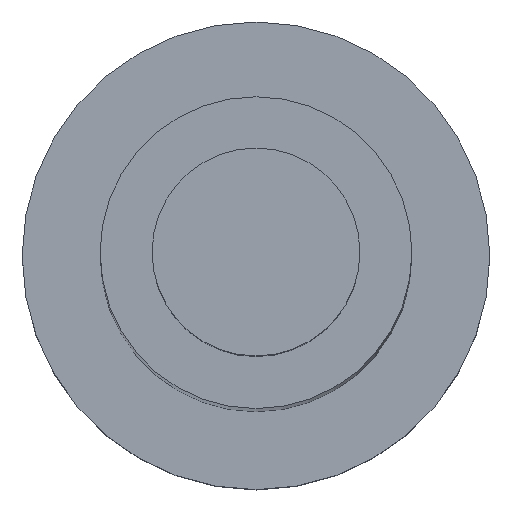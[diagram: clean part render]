
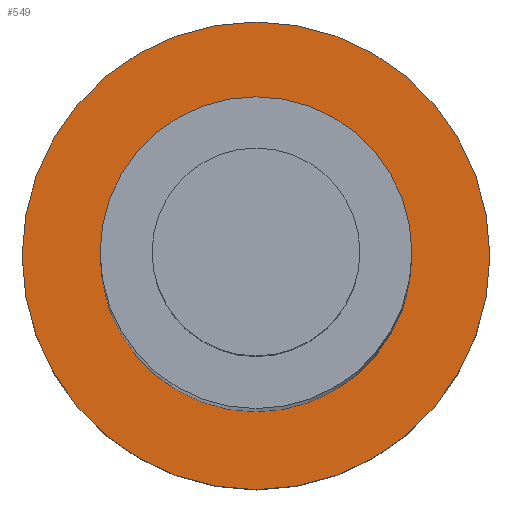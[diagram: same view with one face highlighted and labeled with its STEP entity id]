
A CAD part, top view. The second image highlights one B-rep face of the part: STEP entity #549.
In plain terms, the highlighted planar face has unit normal (0, 0, 1).
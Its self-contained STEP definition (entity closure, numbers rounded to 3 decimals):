
#72=PLANE('',#583);
#92=ORIENTED_EDGE('',*,*,#178,.T.);
#93=ORIENTED_EDGE('',*,*,#176,.F.);
#176=EDGE_CURVE('',#219,#219,#251,.T.);
#178=EDGE_CURVE('',#221,#221,#253,.T.);
#219=VERTEX_POINT('',#747);
#221=VERTEX_POINT('',#752);
#251=CIRCLE('',#581,4.5);
#253=CIRCLE('',#584,3.);
#272=EDGE_LOOP('',(#92));
#273=EDGE_LOOP('',(#93));
#312=FACE_BOUND('',#272,.T.);
#313=FACE_BOUND('',#273,.T.);
#549=ADVANCED_FACE('',(#312,#313),#72,.F.);
#581=AXIS2_PLACEMENT_3D('',#746,#630,#631);
#583=AXIS2_PLACEMENT_3D('',#750,#634,#635);
#584=AXIS2_PLACEMENT_3D('',#751,#636,#637);
#630=DIRECTION('',(0.,0.,-1.));
#631=DIRECTION('',(1.,0.,0.));
#634=DIRECTION('',(0.,0.,-1.));
#635=DIRECTION('',(-1.,0.,0.));
#636=DIRECTION('',(0.,0.,-1.));
#637=DIRECTION('',(0.,-1.,0.));
#746=CARTESIAN_POINT('',(0.,0.,4.));
#747=CARTESIAN_POINT('',(4.5,0.,4.));
#750=CARTESIAN_POINT('',(0.,0.,4.));
#751=CARTESIAN_POINT('',(0.,0.,4.));
#752=CARTESIAN_POINT('',(0.,-3.,4.));
